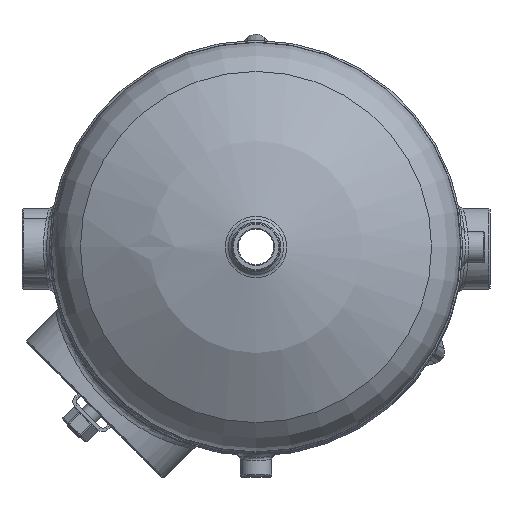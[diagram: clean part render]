
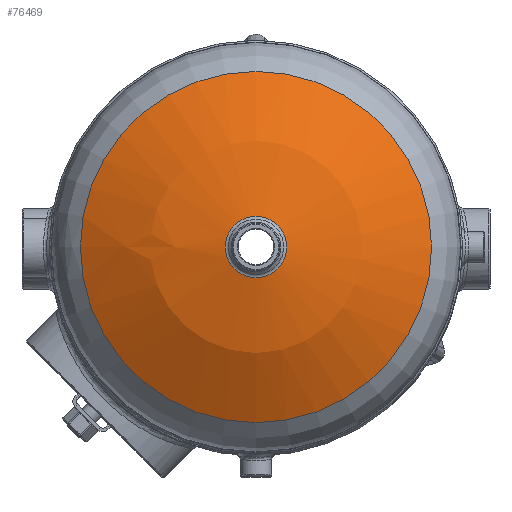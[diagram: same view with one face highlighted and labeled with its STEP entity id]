
A CAD part, top view. The second image highlights one B-rep face of the part: STEP entity #76469.
In plain terms, the highlighted spherical face has radius 278.733 mm.
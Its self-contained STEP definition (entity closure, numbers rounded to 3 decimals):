
#76319=CARTESIAN_POINT('',(0.,26.232,1417.075));
#76320=VERTEX_POINT('',#76319);
#76345=CARTESIAN_POINT('',(-26.232,-0.,1417.075));
#76346=VERTEX_POINT('',#76345);
#76347=CARTESIAN_POINT('',(0.,-0.,1417.075));
#76348=DIRECTION('',(0.,0.,-1.));
#76349=DIRECTION('',(0.,1.,0.));
#76350=AXIS2_PLACEMENT_3D('',#76347,#76348,#76349);
#76351=CIRCLE('',#76350,26.232);
#76352=EDGE_CURVE('',#76346,#76320,#76351,.T.);
#76354=CARTESIAN_POINT('',(0.,-0.,1417.075));
#76355=DIRECTION('',(0.,0.,-1.));
#76356=DIRECTION('',(0.,1.,0.));
#76357=AXIS2_PLACEMENT_3D('',#76354,#76355,#76356);
#76358=CIRCLE('',#76357,26.232);
#76359=EDGE_CURVE('',#76320,#76346,#76358,.T.);
#76419=CARTESIAN_POINT('',(-150.074,-0.,1374.462));
#76420=VERTEX_POINT('',#76419);
#76428=CARTESIAN_POINT('',(150.074,-0.,1374.462));
#76429=VERTEX_POINT('',#76428);
#76430=CARTESIAN_POINT('',(0.,-0.,1374.462));
#76431=DIRECTION('',(-0.,-0.,1.));
#76432=DIRECTION('',(-1.,0.,0.));
#76433=AXIS2_PLACEMENT_3D('',#76430,#76431,#76432);
#76434=CIRCLE('',#76433,150.074);
#76435=EDGE_CURVE('',#76429,#76420,#76434,.T.);
#76437=CARTESIAN_POINT('',(0.,-0.,1374.462));
#76438=DIRECTION('',(-0.,-0.,1.));
#76439=DIRECTION('',(-1.,0.,0.));
#76440=AXIS2_PLACEMENT_3D('',#76437,#76438,#76439);
#76441=CIRCLE('',#76440,150.074);
#76442=EDGE_CURVE('',#76420,#76429,#76441,.T.);
#76450=CARTESIAN_POINT('',(0.,-0.,1139.579));
#76451=DIRECTION('',(0.,0.,1.));
#76452=DIRECTION('',(-1.,-0.,0.));
#76453=AXIS2_PLACEMENT_3D('',#76450,#76451,#76452);
#76454=SPHERICAL_SURFACE('',#76453,278.733);
#76455=CARTESIAN_POINT('',(0.,-0.,1139.579));
#76456=DIRECTION('',(0.,-1.,-0.));
#76457=DIRECTION('',(-1.,-0.,0.));
#76458=AXIS2_PLACEMENT_3D('',#76455,#76456,#76457);
#76459=CIRCLE('',#76458,278.733);
#76460=EDGE_CURVE('',#76346,#76420,#76459,.T.);
#76461=ORIENTED_EDGE('',*,*,#76460,.T.);
#76462=ORIENTED_EDGE('',*,*,#76442,.T.);
#76463=ORIENTED_EDGE('',*,*,#76435,.T.);
#76464=ORIENTED_EDGE('',*,*,#76460,.F.);
#76465=ORIENTED_EDGE('',*,*,#76352,.T.);
#76466=ORIENTED_EDGE('',*,*,#76359,.T.);
#76467=EDGE_LOOP('',(#76461,#76462,#76463,#76464,#76465,#76466));
#76468=FACE_BOUND('',#76467,.T.);
#76469=ADVANCED_FACE('',(#76468),#76454,.T.);
